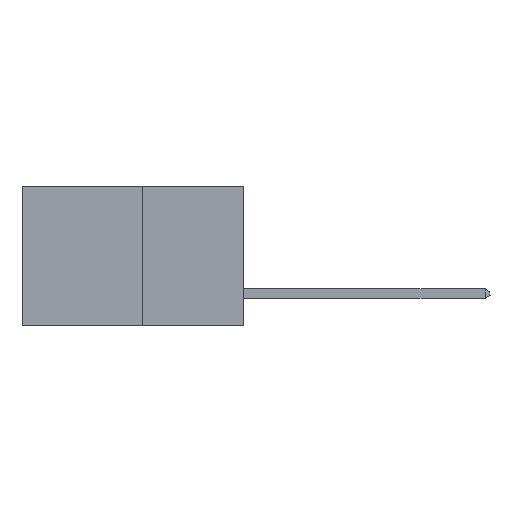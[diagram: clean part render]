
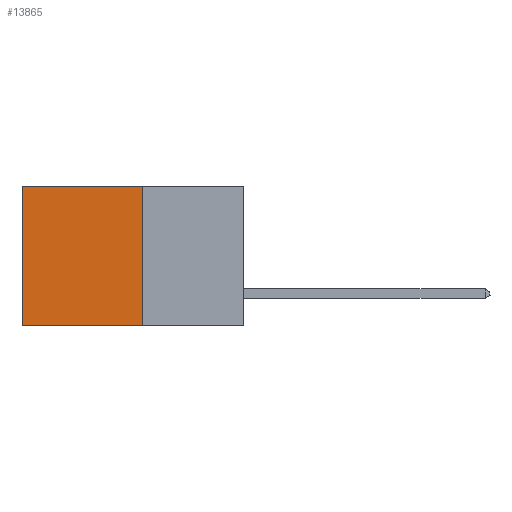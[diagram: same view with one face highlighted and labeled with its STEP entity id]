
A CAD part, left-side view. The second image highlights one B-rep face of the part: STEP entity #13865.
In plain terms, the highlighted planar face has unit normal (-1, 0, 0).
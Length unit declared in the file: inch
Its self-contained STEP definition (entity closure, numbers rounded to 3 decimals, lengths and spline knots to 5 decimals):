
#1158 = LINE ( 'NONE', #2644, #15488 ) ;
#1952 = ORIENTED_EDGE ( 'NONE', *, *, #17175, .F. ) ;
#2133 = LINE ( 'NONE', #3060, #12420 ) ;
#2589 = DIRECTION ( 'NONE',  ( 0., 1., 0. ) ) ;
#2596 = EDGE_CURVE ( 'NONE', #16582, #4171, #1158, .T. ) ;
#2644 = CARTESIAN_POINT ( 'NONE',  ( 0.277, 0.59, -0.37 ) ) ;
#2723 = DIRECTION ( 'NONE',  ( 0., 0., -1. ) ) ;
#3060 = CARTESIAN_POINT ( 'NONE',  ( 0.277, 0.27, 0. ) ) ;
#3626 = VECTOR ( 'NONE', #17269, 39.37008 ) ;
#4171 = VERTEX_POINT ( 'NONE', #8651 ) ;
#5299 = ORIENTED_EDGE ( 'NONE', *, *, #14028, .F. ) ;
#6614 = CARTESIAN_POINT ( 'NONE',  ( 0.277, 0.27, 0. ) ) ;
#7310 = ORIENTED_EDGE ( 'NONE', *, *, #2596, .T. ) ;
#7983 = EDGE_CURVE ( 'NONE', #9915, #16582, #2133, .T. ) ;
#8111 = CARTESIAN_POINT ( 'NONE',  ( 0.277, 0.59, 0. ) ) ;
#8651 = CARTESIAN_POINT ( 'NONE',  ( 0.277, 0.59, -0.37 ) ) ;
#8727 = FACE_OUTER_BOUND ( 'NONE', #10168, .T. ) ;
#9792 = DIRECTION ( 'NONE',  ( 0., 0., -1. ) ) ;
#9915 = VERTEX_POINT ( 'NONE', #6614 ) ;
#10168 = EDGE_LOOP ( 'NONE', ( #7310, #1952, #5299, #10292 ) ) ;
#10263 = DIRECTION ( 'NONE',  ( 0., 1., 0. ) ) ;
#10292 = ORIENTED_EDGE ( 'NONE', *, *, #7983, .T. ) ;
#10708 = LINE ( 'NONE', #14662, #3626 ) ;
#11822 = LINE ( 'NONE', #12922, #14510 ) ;
#11832 = VERTEX_POINT ( 'NONE', #13525 ) ;
#12420 = VECTOR ( 'NONE', #2589, 39.37008 ) ;
#12922 = CARTESIAN_POINT ( 'NONE',  ( 0.277, 0.27, -0.37 ) ) ;
#13525 = CARTESIAN_POINT ( 'NONE',  ( 0.277, 0.27, -0.37 ) ) ;
#13865 = ADVANCED_FACE ( 'NONE', ( #8727 ), #16368, .F. ) ;
#14028 = EDGE_CURVE ( 'NONE', #9915, #11832, #10708, .T. ) ;
#14510 = VECTOR ( 'NONE', #10263, 39.37008 ) ;
#14662 = CARTESIAN_POINT ( 'NONE',  ( 0.277, 0.27, -0.37 ) ) ;
#15018 = CARTESIAN_POINT ( 'NONE',  ( 0.277, 0.27, -0.37 ) ) ;
#15488 = VECTOR ( 'NONE', #2723, 39.37008 ) ;
#15940 = AXIS2_PLACEMENT_3D ( 'NONE', #15018, #17636, #9792 ) ;
#16368 = PLANE ( 'NONE',  #15940 ) ;
#16582 = VERTEX_POINT ( 'NONE', #8111 ) ;
#17175 = EDGE_CURVE ( 'NONE', #11832, #4171, #11822, .T. ) ;
#17269 = DIRECTION ( 'NONE',  ( 0., 0., -1. ) ) ;
#17636 = DIRECTION ( 'NONE',  ( 1., 0., 0. ) ) ;
